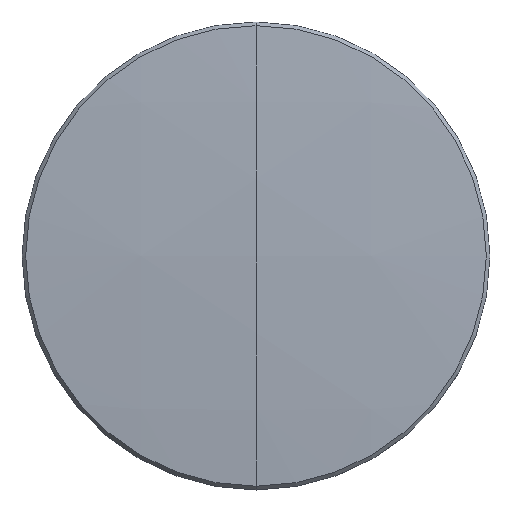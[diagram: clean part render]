
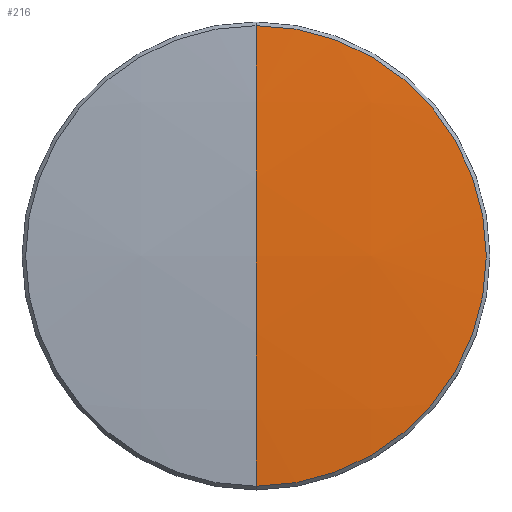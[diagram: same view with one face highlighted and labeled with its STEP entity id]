
A CAD part, top view. The second image highlights one B-rep face of the part: STEP entity #216.
In plain terms, the highlighted spherical face has radius 150.34 mm.
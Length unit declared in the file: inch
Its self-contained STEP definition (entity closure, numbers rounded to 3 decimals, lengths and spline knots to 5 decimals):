
#11 = VERTEX_POINT ( 'NONE', #203 ) ;
#26 = AXIS2_PLACEMENT_3D ( 'NONE', #229, #96, #255 ) ;
#28 = CIRCLE ( 'NONE', #267, 5.9189 ) ;
#33 = FACE_OUTER_BOUND ( 'NONE', #146, .T. ) ;
#38 = AXIS2_PLACEMENT_3D ( 'NONE', #209, #251, #163 ) ;
#39 = DIRECTION ( 'NONE',  ( -1., 0., 0. ) ) ;
#42 = CARTESIAN_POINT ( 'NONE',  ( 0., -0.49216, 0.05824 ) ) ;
#44 = CARTESIAN_POINT ( 'NONE',  ( 0., 0.49216, 0.05824 ) ) ;
#48 = DIRECTION ( 'NONE',  ( 1., 0., 0. ) ) ;
#83 = ORIENTED_EDGE ( 'NONE', *, *, #268, .T. ) ;
#85 = CIRCLE ( 'NONE', #26, 0.49216 ) ;
#91 = AXIS2_PLACEMENT_3D ( 'NONE', #185, #48, #212 ) ;
#96 = DIRECTION ( 'NONE',  ( 0., 0., 1. ) ) ;
#97 = EDGE_CURVE ( 'NONE', #11, #206, #28, .T. ) ;
#133 = VERTEX_POINT ( 'NONE', #42 ) ;
#146 = EDGE_LOOP ( 'NONE', ( #270, #83, #265 ) ) ;
#155 = SPHERICAL_SURFACE ( 'NONE', #38, 5.9189 ) ;
#156 = DIRECTION ( 'NONE',  ( 0., 0., 1. ) ) ;
#163 = DIRECTION ( 'NONE',  ( 0., 1., 0. ) ) ;
#181 = CIRCLE ( 'NONE', #91, 5.9189 ) ;
#185 = CARTESIAN_POINT ( 'NONE',  ( 0., 0., -5.84016 ) ) ;
#203 = CARTESIAN_POINT ( 'NONE',  ( 0., 0., 0.07874 ) ) ;
#206 = VERTEX_POINT ( 'NONE', #44 ) ;
#207 = CARTESIAN_POINT ( 'NONE',  ( 0., 0., -5.84016 ) ) ;
#209 = CARTESIAN_POINT ( 'NONE',  ( 0., 0., -5.84016 ) ) ;
#212 = DIRECTION ( 'NONE',  ( 0., 1., 0. ) ) ;
#216 = ADVANCED_FACE ( 'NONE', ( #33 ), #155, .T. ) ;
#220 = EDGE_CURVE ( 'NONE', #133, #206, #85, .T. ) ;
#229 = CARTESIAN_POINT ( 'NONE',  ( 0., 0., 0.05824 ) ) ;
#251 = DIRECTION ( 'NONE',  ( 1., 0., 0. ) ) ;
#255 = DIRECTION ( 'NONE',  ( 0., 1., 0. ) ) ;
#265 = ORIENTED_EDGE ( 'NONE', *, *, #220, .T. ) ;
#267 = AXIS2_PLACEMENT_3D ( 'NONE', #207, #39, #156 ) ;
#268 = EDGE_CURVE ( 'NONE', #11, #133, #181, .T. ) ;
#270 = ORIENTED_EDGE ( 'NONE', *, *, #97, .F. ) ;
